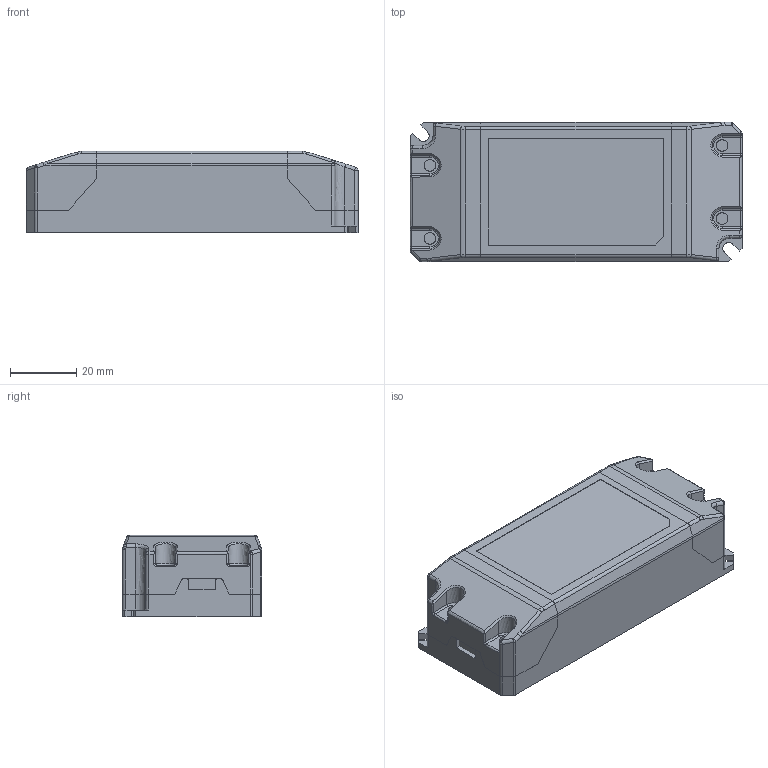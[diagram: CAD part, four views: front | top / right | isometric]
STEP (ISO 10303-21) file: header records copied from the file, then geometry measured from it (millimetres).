
FILE_DESCRIPTION(/* description */ (''),/* implementation_level */ '2;1');
FILE_NAME(/* name */ 'LS-12-~3',/* time_stamp */ '2023-07-05T10:22:25+08:00',/* author */ (''),/* organization */ (''),/* preprocessor_version */ 'ST-DEVELOPER v16.5',/* originating_system */ '',/* authorisation */ '');
FILE_SCHEMA (('AUTOMOTIVE_DESIGN'));
Length unit declared in the file: millimetre
Products named in the file (1): Document
Bounding box: 100 x 42 x 24.5 mm (x, y, z)
Volume: 101193.8 mm3; surface area: 21341.1 mm2
Topology: 3 solids, 3 shells, 373 faces, 951 edges, 589 vertices
Faces by surface type: bspline 219, plane 154
Entity records: 13874 total; most frequent: CARTESIAN_POINT 8161, ORIENTED_EDGE 1902, EDGE_CURVE 951, B_SPLINE_CURVE_WITH_KNOTS 645, VERTEX_POINT 589, EDGE_LOOP 378, ADVANCED_FACE 373, FACE_OUTER_BOUND 373
